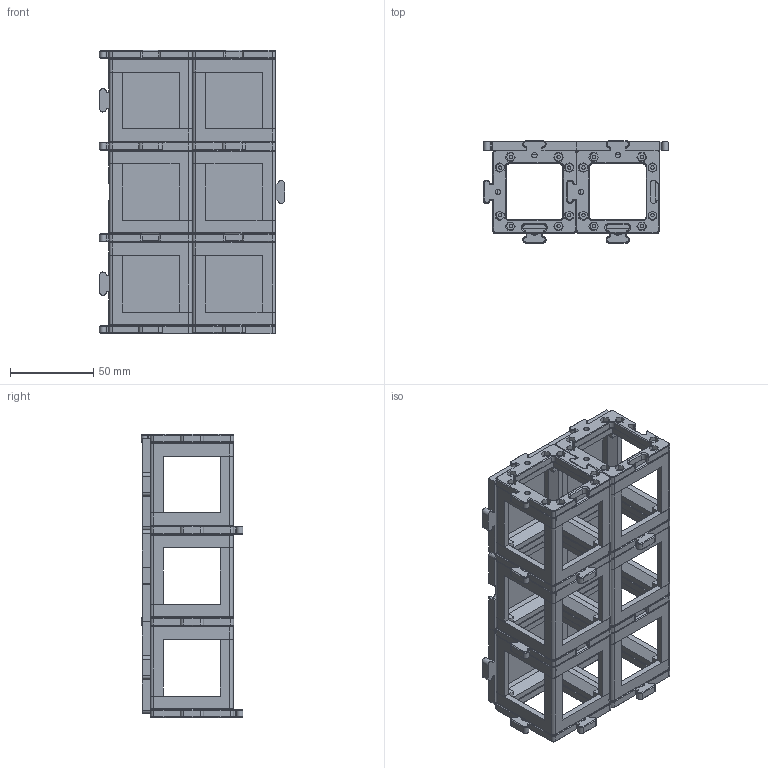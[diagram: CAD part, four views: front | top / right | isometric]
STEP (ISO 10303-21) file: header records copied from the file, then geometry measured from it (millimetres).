
FILE_DESCRIPTION(/* description */ (''),/* implementation_level */ '2;1');
FILE_NAME(/* name */ 'Assembly_Cube_Sidewall_v3.iam.step',/* time_stamp */ '2022-11-29T09:10:47+01:00',/* author */ ('UC2'),/* organization */ (''),/* preprocessor_version */ 'ST-DEVELOPER v18.1',/* originating_system */ 'Autodesk Inventor 2022',/* authorisation */ '');
FILE_SCHEMA (('AUTOMOTIVE_DESIGN { 1 0 10303 214 3 1 1 }'));
Length unit declared in the file: millimetre
Products named in the file (5): Assembly_Cube_Sidewall_v3; Assembly_Cube_empty_IM_v3; 10_Cube_1x1_IM; 10_Base_puzzle_v3; 10_Base_puzzle_sideplate_v3
Assembly tree (22 placements, depth 3):
  Assembly_Cube_Sidewall_v3
    10_Base_puzzle_sideplate_v3  x6
    Assembly_Cube_empty_IM_v3  x6
      10_Cube_1x1_IM
    10_Base_puzzle_v3  x8
Bounding box: 111.1 x 61.2 x 170 mm (x, y, z)
Volume: 259347.2 mm3; surface area: 193247.6 mm2
Topology: 26 solids, 26 shells, 3612 faces, 8920 edges, 5688 vertices
Faces by surface type: plane 2104, cylinder 1100, cone 264, torus 96, sphere 48
Full cylindrical faces by diameter (mm): 2.05 x96, 3.1 x48, 3.2 x16, 4.95 x96, 5.5 x24, 7 x16
Entity records: 11776 total; most frequent: DIRECTION 2066, CARTESIAN_POINT 1999, ORIENTED_EDGE 1908, EDGE_CURVE 954, AXIS2_PLACEMENT_3D 697, LINE 672, VECTOR 672, VERTEX_POINT 605
